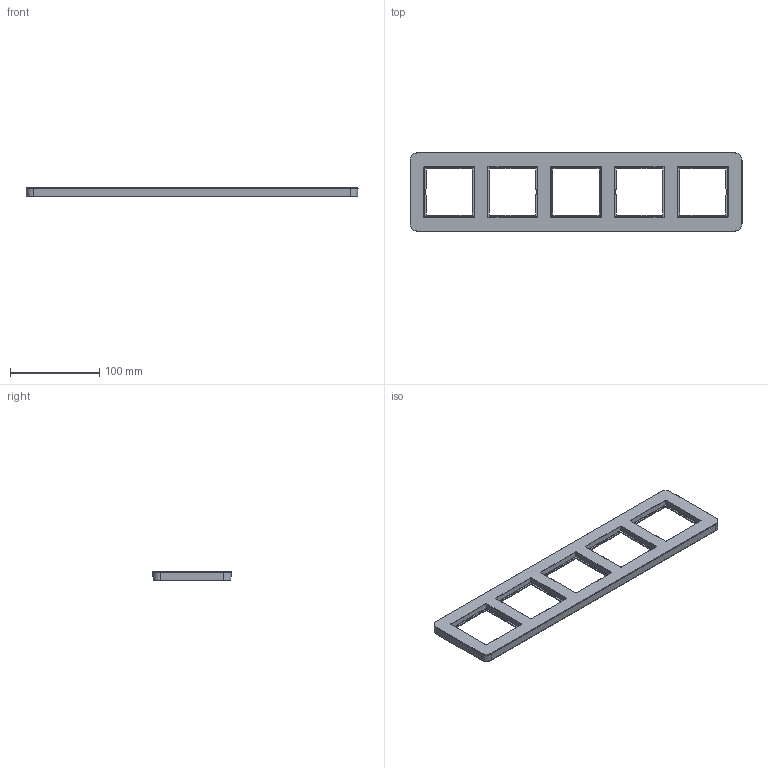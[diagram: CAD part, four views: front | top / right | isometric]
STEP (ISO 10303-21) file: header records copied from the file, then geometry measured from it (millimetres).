
FILE_DESCRIPTION((''),'2;1');
FILE_NAME('WAD9500_GEN_ASM','2025-03-19T10:28:31',('andolfs'),(''),'CREO PARAMETRIC BY PTC INC, 2023154','CREO PARAMETRIC BY PTC INC, 2023154','');
FILE_SCHEMA(('CONFIG_CONTROL_DESIGN','SHAPE_APPEARANCE_LAYERS_GROUPS'));
Products named in the file (3): W4G0113_18; W1A2436_GEN; WAD9500_GEN_ASM
Assembly tree (2 placements, depth 2):
  WAD9500_GEN_ASM
    W4G0113_18
    W1A2436_GEN
Bounding box: 372 x 88 x 10 mm (x, y, z)
Volume: 53743.4 mm3; surface area: 67359.5 mm2
Topology: 1 solids, 1 shells, 3143 faces, 8200 edges, 5248 vertices
Faces by surface type: plane 945, extrusion 814, bspline 686, cylinder 558, torus 68, cone 52, revolution 20
Entity records: 187392 total; most frequent: CARTESIAN_POINT 93855, ORIENTED_EDGE 16400, DIRECTION 10062, PRESENTATION_STYLE_ASSIGNMENT 8201, STYLED_ITEM 8201, CURVE_STYLE 8200, EDGE_CURVE 8200, VERTEX_POINT 5248
